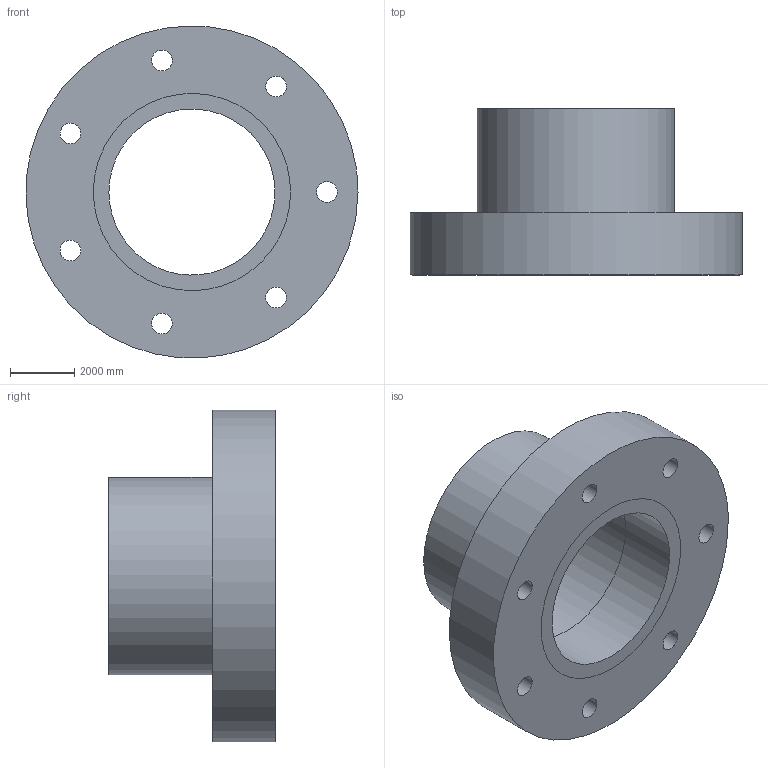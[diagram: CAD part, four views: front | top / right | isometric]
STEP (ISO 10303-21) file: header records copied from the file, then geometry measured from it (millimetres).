
FILE_DESCRIPTION((('zoo.dev export')), '2;1');
FILE_NAME('dump.step', '1970-01-01T00:00:00.0+00:00', ('Author unknown'), ('Organization unknown'), 'zoo.dev beta', 'zoo.dev', 'Authorization unknown');
FILE_SCHEMA(('AP203_CONFIGURATION_CONTROLLED_3D_DESIGN_OF_MECHANICAL_PARTS_AND_ASSEMBLIES_MIM_LF'));
Length unit declared in the file: metre
Products named in the file (2): UNIDENTIFIED_PRODUCT
Bounding box: 10319.05 x 5161.28 x 10315.12 mm (x, y, z)
Volume: 162079353784.9 mm3; surface area: 443661549.8 mm2
Topology: 2 solids, 2 shells, 15 faces, 33 edges, 22 vertices
Faces by surface type: bspline 11, plane 4
Entity records: 701 total; most frequent: CARTESIAN_POINT 433, ORIENTED_EDGE 66, EDGE_CURVE 33, EDGE_LOOP 33, VERTEX_POINT 22, FACE_BOUND 18, DIRECTION 15, FACE_OUTER_BOUND 15
